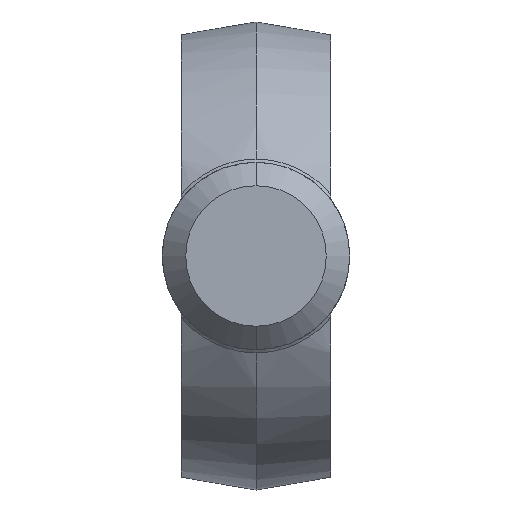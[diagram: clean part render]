
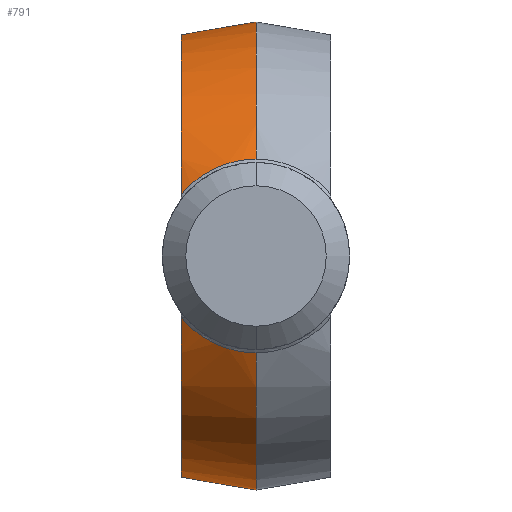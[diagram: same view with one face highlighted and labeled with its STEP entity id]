
A CAD part, front view. The second image highlights one B-rep face of the part: STEP entity #791.
In plain terms, the highlighted free-form (B-spline) face has degree [6, 8] with [7, 9] control points.
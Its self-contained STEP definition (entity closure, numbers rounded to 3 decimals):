
#409 = VERTEX_POINT('',#410);
#410 = CARTESIAN_POINT('',(-1.6,19.447,-1.309));
#419 = EDGE_CURVE('',#409,#420,#422,.T.);
#420 = VERTEX_POINT('',#421);
#421 = CARTESIAN_POINT('',(-1.6,19.447,1.309));
#422 = CIRCLE('',#423,4.737);
#423 = AXIS2_PLACEMENT_3D('',#424,#425,#426);
#424 = CARTESIAN_POINT('',(-1.6,24.,0.));
#425 = DIRECTION('',(1.,0.,0.));
#426 = DIRECTION('',(0.,-0.961,-0.276));
#738 = EDGE_CURVE('',#420,#739,#741,.T.);
#739 = VERTEX_POINT('',#740);
#740 = CARTESIAN_POINT('',(0.,19.447,2.067));
#741 = CIRCLE('',#742,2.067);
#742 = AXIS2_PLACEMENT_3D('',#743,#744,#745);
#743 = CARTESIAN_POINT('',(0.,19.447,0.));
#744 = DIRECTION('',(0.,1.,0.));
#745 = DIRECTION('',(-0.774,0.,0.633));
#791 = ADVANCED_FACE('',(#792),#821,.T.);
#792 = FACE_BOUND('',#793,.T.);
#793 = EDGE_LOOP('',(#794,#803,#812,#819,#820));
#794 = ORIENTED_EDGE('',*,*,#795,.F.);
#795 = EDGE_CURVE('',#796,#739,#798,.T.);
#796 = VERTEX_POINT('',#797);
#797 = CARTESIAN_POINT('',(0.,29.,0.));
#798 = CIRCLE('',#799,5.);
#799 = AXIS2_PLACEMENT_3D('',#800,#801,#802);
#800 = CARTESIAN_POINT('',(0.,24.,0.));
#801 = DIRECTION('',(1.,0.,0.));
#802 = DIRECTION('',(-0.,1.,0.));
#803 = ORIENTED_EDGE('',*,*,#804,.T.);
#804 = EDGE_CURVE('',#796,#805,#807,.T.);
#805 = VERTEX_POINT('',#806);
#806 = CARTESIAN_POINT('',(0.,19.447,-2.067));
#807 = CIRCLE('',#808,5.);
#808 = AXIS2_PLACEMENT_3D('',#809,#810,#811);
#809 = CARTESIAN_POINT('',(0.,24.,0.));
#810 = DIRECTION('',(-1.,0.,0.));
#811 = DIRECTION('',(0.,1.,0.));
#812 = ORIENTED_EDGE('',*,*,#813,.T.);
#813 = EDGE_CURVE('',#805,#409,#814,.T.);
#814 = CIRCLE('',#815,2.067);
#815 = AXIS2_PLACEMENT_3D('',#816,#817,#818);
#816 = CARTESIAN_POINT('',(0.,19.447,0.));
#817 = DIRECTION('',(0.,1.,0.));
#818 = DIRECTION('',(0.,0.,-1.));
#819 = ORIENTED_EDGE('',*,*,#419,.T.);
#820 = ORIENTED_EDGE('',*,*,#738,.T.);
#821 = B_SPLINE_SURFACE_WITH_KNOTS('',6,8,(
    (#822,#823,#824,#825,#826,#827,#828,#829,#830)
    ,(#831,#832,#833,#834,#835,#836,#837,#838,#839)
    ,(#840,#841,#842,#843,#844,#845,#846,#847,#848)
    ,(#849,#850,#851,#852,#853,#854,#855,#856,#857)
    ,(#858,#859,#860,#861,#862,#863,#864,#865,#866)
    ,(#867,#868,#869,#870,#871,#872,#873,#874,#875)
    ,(#876,#877,#878,#879,#880,#881,#882,#883,#884
  )),.UNSPECIFIED.,.F.,.F.,.F.,(7,7),(9,9),(-6.346,
    -3.079),(-7.482,-4.712),
  .PIECEWISE_BEZIER_KNOTS.);
#822 = CARTESIAN_POINT('',(0.114,19.342,-1.814
    ));
#823 = CARTESIAN_POINT('',(0.215,19.971,-3.423));
#824 = CARTESIAN_POINT('',(0.301,21.238,-4.784
    ));
#825 = CARTESIAN_POINT('',(0.352,23.028,-5.603
    ));
#826 = CARTESIAN_POINT('',(0.355,25.065,-5.649)
  );
#827 = CARTESIAN_POINT('',(0.306,26.946,-4.867
    ));
#828 = CARTESIAN_POINT('',(0.217,28.315,-3.455
    ));
#829 = CARTESIAN_POINT('',(0.109,29.,-1.728));
#830 = CARTESIAN_POINT('',(0.,29.,0.));
#831 = CARTESIAN_POINT('',(-0.873,19.342,
    -1.876));
#832 = CARTESIAN_POINT('',(-1.649,19.971,-3.54
    ));
#833 = CARTESIAN_POINT('',(-2.304,21.238,
    -4.948));
#834 = CARTESIAN_POINT('',(-2.699,23.028,-5.795
    ));
#835 = CARTESIAN_POINT('',(-2.72,25.065,
    -5.842));
#836 = CARTESIAN_POINT('',(-2.346,26.946,
    -5.034));
#837 = CARTESIAN_POINT('',(-1.663,28.315,
    -3.574));
#838 = CARTESIAN_POINT('',(-0.832,29.,-1.787));
#839 = CARTESIAN_POINT('',(0.,29.,0.));
#840 = CARTESIAN_POINT('',(-1.902,19.342,
    -1.292));
#841 = CARTESIAN_POINT('',(-3.589,19.971,-2.442
    ));
#842 = CARTESIAN_POINT('',(-5.016,21.238,
    -3.406));
#843 = CARTESIAN_POINT('',(-5.876,23.028,
    -3.994));
#844 = CARTESIAN_POINT('',(-5.921,25.065,
    -4.03));
#845 = CARTESIAN_POINT('',(-5.107,26.946,
    -3.464));
#846 = CARTESIAN_POINT('',(-3.621,28.315,-2.459
    ));
#847 = CARTESIAN_POINT('',(-1.811,29.,-1.247));
#848 = CARTESIAN_POINT('',(0.,29.,0.));
#849 = CARTESIAN_POINT('',(-2.45,19.342,0.));
#850 = CARTESIAN_POINT('',(-4.624,19.971,0.));
#851 = CARTESIAN_POINT('',(-6.462,21.238,0.));
#852 = CARTESIAN_POINT('',(-7.567,23.028,0.));
#853 = CARTESIAN_POINT('',(-7.634,25.065,0.));
#854 = CARTESIAN_POINT('',(-6.569,26.946,0.));
#855 = CARTESIAN_POINT('',(-4.671,28.315,0.));
#856 = CARTESIAN_POINT('',(-2.335,29.,0.));
#857 = CARTESIAN_POINT('',(0.,29.,0.));
#858 = CARTESIAN_POINT('',(-1.902,19.342,1.292
    ));
#859 = CARTESIAN_POINT('',(-3.589,19.971,2.442)
  );
#860 = CARTESIAN_POINT('',(-5.016,21.238,3.406
    ));
#861 = CARTESIAN_POINT('',(-5.876,23.028,3.994
    ));
#862 = CARTESIAN_POINT('',(-5.921,25.065,4.03
    ));
#863 = CARTESIAN_POINT('',(-5.107,26.946,3.464
    ));
#864 = CARTESIAN_POINT('',(-3.621,28.315,2.459)
  );
#865 = CARTESIAN_POINT('',(-1.811,29.,1.247));
#866 = CARTESIAN_POINT('',(0.,29.,0.));
#867 = CARTESIAN_POINT('',(-0.873,19.342,1.876
    ));
#868 = CARTESIAN_POINT('',(-1.649,19.971,3.54)
  );
#869 = CARTESIAN_POINT('',(-2.304,21.238,4.948
    ));
#870 = CARTESIAN_POINT('',(-2.699,23.028,5.795)
  );
#871 = CARTESIAN_POINT('',(-2.72,25.065,5.842
    ));
#872 = CARTESIAN_POINT('',(-2.346,26.946,5.034
    ));
#873 = CARTESIAN_POINT('',(-1.663,28.315,3.574
    ));
#874 = CARTESIAN_POINT('',(-0.832,29.,1.787));
#875 = CARTESIAN_POINT('',(0.,29.,0.));
#876 = CARTESIAN_POINT('',(0.114,19.342,1.814)
  );
#877 = CARTESIAN_POINT('',(0.215,19.971,3.423));
#878 = CARTESIAN_POINT('',(0.301,21.238,4.784)
  );
#879 = CARTESIAN_POINT('',(0.352,23.028,5.603)
  );
#880 = CARTESIAN_POINT('',(0.355,25.065,5.649)
  );
#881 = CARTESIAN_POINT('',(0.306,26.946,4.867)
  );
#882 = CARTESIAN_POINT('',(0.217,28.315,3.455)
  );
#883 = CARTESIAN_POINT('',(0.109,29.,1.728));
#884 = CARTESIAN_POINT('',(0.,29.,0.));
